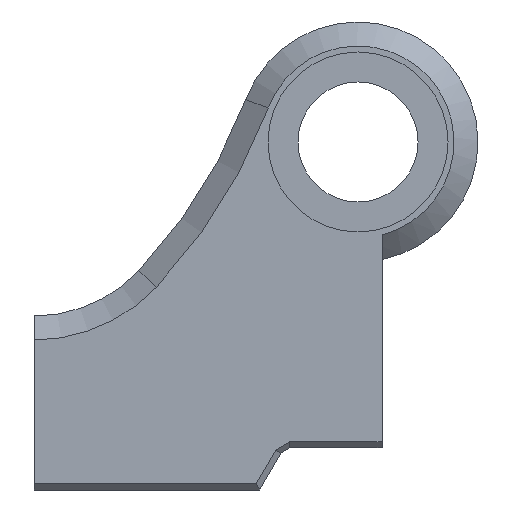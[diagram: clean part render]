
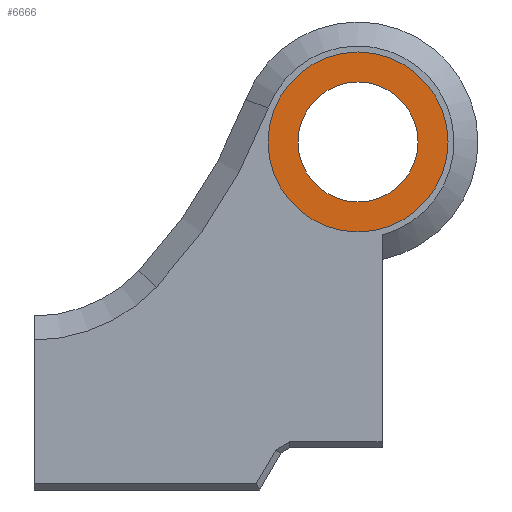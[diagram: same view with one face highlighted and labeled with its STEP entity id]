
A CAD part, front view. The second image highlights one B-rep face of the part: STEP entity #6666.
In plain terms, the highlighted planar face has unit normal (0, -1, 0).
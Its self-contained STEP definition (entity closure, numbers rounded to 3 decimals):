
#3039 = CYLINDRICAL_SURFACE('',#3040,5.);
#3040 = AXIS2_PLACEMENT_3D('',#3041,#3042,#3043);
#3041 = CARTESIAN_POINT('',(27.,-7.,20.));
#3042 = DIRECTION('',(0.,1.,0.));
#3043 = DIRECTION('',(1.,0.,0.));
#4630 = CYLINDRICAL_SURFACE('',#4631,7.5);
#4631 = AXIS2_PLACEMENT_3D('',#4632,#4633,#4634);
#4632 = CARTESIAN_POINT('',(27.,-2.,20.));
#4633 = DIRECTION('',(0.,-1.,0.));
#4634 = DIRECTION('',(1.,0.,0.));
#5786 = VERTEX_POINT('',#5787);
#5787 = CARTESIAN_POINT('',(34.5,-2.,20.));
#5808 = EDGE_CURVE('',#5786,#5786,#5809,.T.);
#5809 = SURFACE_CURVE('',#5810,(#5815,#5822),.PCURVE_S1.);
#5810 = CIRCLE('',#5811,7.5);
#5811 = AXIS2_PLACEMENT_3D('',#5812,#5813,#5814);
#5812 = CARTESIAN_POINT('',(27.,-2.,20.));
#5813 = DIRECTION('',(0.,-1.,0.));
#5814 = DIRECTION('',(1.,0.,0.));
#5815 = PCURVE('',#4630,#5816);
#5816 = DEFINITIONAL_REPRESENTATION('',(#5817),#5821);
#5817 = LINE('',#5818,#5819);
#5818 = CARTESIAN_POINT('',(0.,0.));
#5819 = VECTOR('',#5820,1.);
#5820 = DIRECTION('',(1.,0.));
#5821 = ( GEOMETRIC_REPRESENTATION_CONTEXT(2) 
PARAMETRIC_REPRESENTATION_CONTEXT() REPRESENTATION_CONTEXT('2D SPACE',''
  ) );
#5822 = PCURVE('',#5823,#5828);
#5823 = PLANE('',#5824);
#5824 = AXIS2_PLACEMENT_3D('',#5825,#5826,#5827);
#5825 = CARTESIAN_POINT('',(27.,-2.,20.));
#5826 = DIRECTION('',(0.,-1.,0.));
#5827 = DIRECTION('',(1.,0.,0.));
#5828 = DEFINITIONAL_REPRESENTATION('',(#5829),#5833);
#5829 = CIRCLE('',#5830,7.5);
#5830 = AXIS2_PLACEMENT_2D('',#5831,#5832);
#5831 = CARTESIAN_POINT('',(0.,0.));
#5832 = DIRECTION('',(1.,0.));
#5833 = ( GEOMETRIC_REPRESENTATION_CONTEXT(2) 
PARAMETRIC_REPRESENTATION_CONTEXT() REPRESENTATION_CONTEXT('2D SPACE',''
  ) );
#6666 = ADVANCED_FACE('',(#6667,#6670),#5823,.T.);
#6667 = FACE_BOUND('',#6668,.T.);
#6668 = EDGE_LOOP('',(#6669));
#6669 = ORIENTED_EDGE('',*,*,#5808,.T.);
#6670 = FACE_BOUND('',#6671,.T.);
#6671 = EDGE_LOOP('',(#6672));
#6672 = ORIENTED_EDGE('',*,*,#6673,.F.);
#6673 = EDGE_CURVE('',#6674,#6674,#6676,.T.);
#6674 = VERTEX_POINT('',#6675);
#6675 = CARTESIAN_POINT('',(32.,-2.,20.));
#6676 = SURFACE_CURVE('',#6677,(#6682,#6689),.PCURVE_S1.);
#6677 = CIRCLE('',#6678,5.);
#6678 = AXIS2_PLACEMENT_3D('',#6679,#6680,#6681);
#6679 = CARTESIAN_POINT('',(27.,-2.,20.));
#6680 = DIRECTION('',(0.,-1.,0.));
#6681 = DIRECTION('',(1.,0.,0.));
#6682 = PCURVE('',#5823,#6683);
#6683 = DEFINITIONAL_REPRESENTATION('',(#6684),#6688);
#6684 = CIRCLE('',#6685,5.);
#6685 = AXIS2_PLACEMENT_2D('',#6686,#6687);
#6686 = CARTESIAN_POINT('',(0.,0.));
#6687 = DIRECTION('',(1.,0.));
#6688 = ( GEOMETRIC_REPRESENTATION_CONTEXT(2) 
PARAMETRIC_REPRESENTATION_CONTEXT() REPRESENTATION_CONTEXT('2D SPACE',''
  ) );
#6689 = PCURVE('',#3039,#6690);
#6690 = DEFINITIONAL_REPRESENTATION('',(#6691),#6717);
#6691 = B_SPLINE_CURVE_WITH_KNOTS('',3,(#6692,#6693,#6694,#6695,#6696,
    #6697,#6698,#6699,#6700,#6701,#6702,#6703,#6704,#6705,#6706,#6707,
    #6708,#6709,#6710,#6711,#6712,#6713,#6714,#6715,#6716),
  .UNSPECIFIED.,.F.,.F.,(4,1,1,1,1,1,1,1,1,1,1,1,1,1,1,1,1,1,1,1,1,1,4),
  (0.,0.286,0.571,0.857,1.142,
    1.428,1.714,1.999,2.285,
    2.57,2.856,3.142,3.427,
    3.713,3.998,4.284,4.57,
    4.855,5.141,5.426,5.712,
    5.998,6.283),.QUASI_UNIFORM_KNOTS.);
#6692 = CARTESIAN_POINT('',(0.,5.));
#6693 = CARTESIAN_POINT('',(-0.095,5.));
#6694 = CARTESIAN_POINT('',(-0.286,5.));
#6695 = CARTESIAN_POINT('',(-0.571,5.));
#6696 = CARTESIAN_POINT('',(-0.857,5.));
#6697 = CARTESIAN_POINT('',(-1.142,5.));
#6698 = CARTESIAN_POINT('',(-1.428,5.));
#6699 = CARTESIAN_POINT('',(-1.714,5.));
#6700 = CARTESIAN_POINT('',(-1.999,5.));
#6701 = CARTESIAN_POINT('',(-2.285,5.));
#6702 = CARTESIAN_POINT('',(-2.57,5.));
#6703 = CARTESIAN_POINT('',(-2.856,5.));
#6704 = CARTESIAN_POINT('',(-3.142,5.));
#6705 = CARTESIAN_POINT('',(-3.427,5.));
#6706 = CARTESIAN_POINT('',(-3.713,5.));
#6707 = CARTESIAN_POINT('',(-3.998,5.));
#6708 = CARTESIAN_POINT('',(-4.284,5.));
#6709 = CARTESIAN_POINT('',(-4.57,5.));
#6710 = CARTESIAN_POINT('',(-4.855,5.));
#6711 = CARTESIAN_POINT('',(-5.141,5.));
#6712 = CARTESIAN_POINT('',(-5.426,5.));
#6713 = CARTESIAN_POINT('',(-5.712,5.));
#6714 = CARTESIAN_POINT('',(-5.998,5.));
#6715 = CARTESIAN_POINT('',(-6.188,5.));
#6716 = CARTESIAN_POINT('',(-6.283,5.));
#6717 = ( GEOMETRIC_REPRESENTATION_CONTEXT(2) 
PARAMETRIC_REPRESENTATION_CONTEXT() REPRESENTATION_CONTEXT('2D SPACE',''
  ) );
